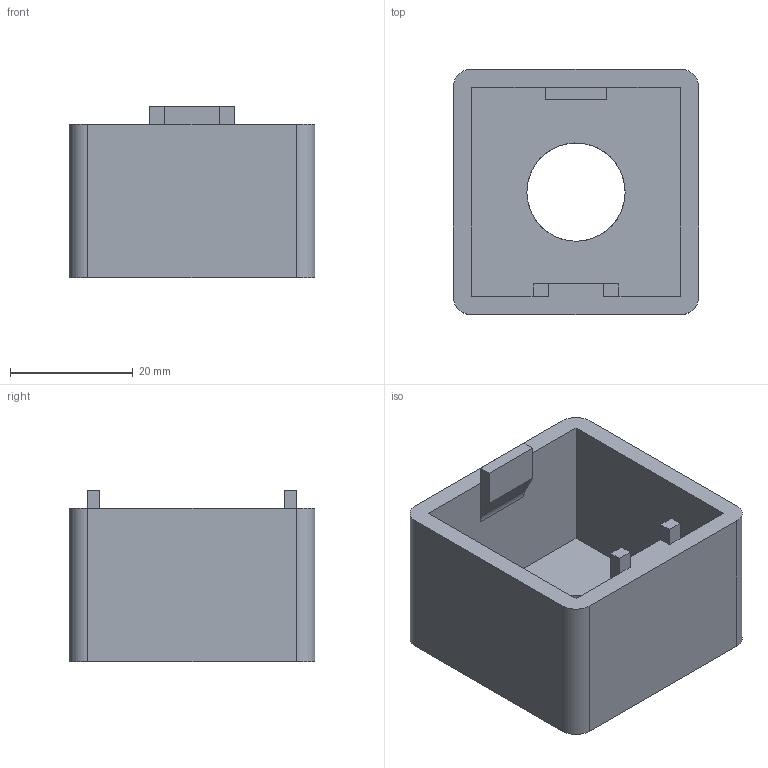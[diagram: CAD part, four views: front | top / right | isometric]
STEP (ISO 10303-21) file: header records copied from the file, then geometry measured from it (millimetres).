
FILE_DESCRIPTION(('CATIA V5 STEP Exchange'),'2;1');
FILE_NAME('dessus.stp','2018-01-19T20:34:49+00:00',('none'),('none'),'CATIA Version 5 Release 18 GA (IN-10)','CATIA V5 STEP AP203','none');
FILE_SCHEMA(('CONFIG_CONTROL_DESIGN'));
Length unit declared in the file: millimetre
Products named in the file (1): dessus
Bounding box: 40 x 40 x 28 mm (x, y, z)
Volume: 14102 mm3; surface area: 10020.9 mm2
Topology: 1 solids, 1 shells, 36 faces, 99 edges, 66 vertices
Faces by surface type: plane 27, cylinder 9
Entity records: 1163 total; most frequent: CARTESIAN_POINT 224, ORIENTED_EDGE 198, DIRECTION 157, EDGE_CURVE 99, VECTOR 81, LINE 81, VERTEX_POINT 66, AXIS2_PLACEMENT_3D 47
